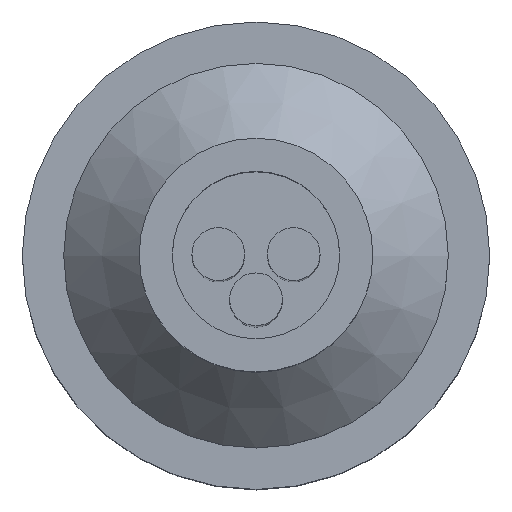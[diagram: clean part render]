
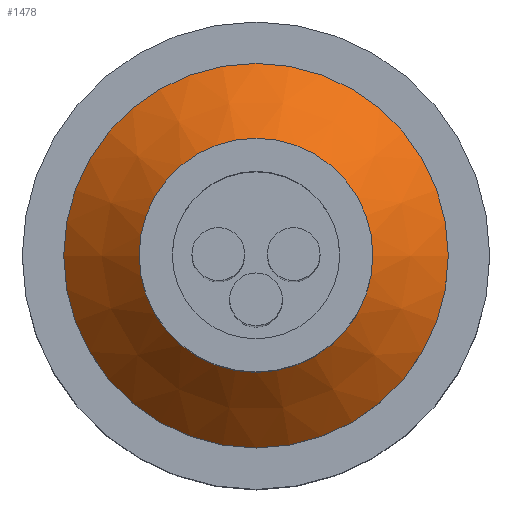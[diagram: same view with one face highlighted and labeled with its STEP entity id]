
A CAD part, top view. The second image highlights one B-rep face of the part: STEP entity #1478.
In plain terms, the highlighted conical face has half-angle 45 degrees and reference radius 10.25 mm.
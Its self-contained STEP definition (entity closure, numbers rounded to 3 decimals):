
#12=CONICAL_SURFACE($,#1549,10.25,45.);
#28=FACE_BOUND($,#296,.T.);
#66=CIRCLE($,#1550,7.75);
#67=CIRCLE($,#1551,12.75);
#200=FACE_OUTER_BOUND($,#295,.T.);
#295=EDGE_LOOP($,(#1244));
#296=EDGE_LOOP($,(#1245));
#733=VERTEX_POINT($,#2742);
#734=VERTEX_POINT($,#2744);
#930=EDGE_CURVE($,#733,#733,#66,.T.);
#931=EDGE_CURVE($,#734,#734,#67,.T.);
#1244=ORIENTED_EDGE($,*,*,#930,.T.);
#1245=ORIENTED_EDGE($,*,*,#931,.T.);
#1478=ADVANCED_FACE($,(#200,#28),#12,.T.);
#1549=AXIS2_PLACEMENT_3D($,#2741,#1789,#1790);
#1550=AXIS2_PLACEMENT_3D($,#2743,#1791,#1792);
#1551=AXIS2_PLACEMENT_3D($,#2745,#1793,#1794);
#1789=DIRECTION('center_axis',(0.,0.,-1.));
#1790=DIRECTION('ref_axis',(-1.,0.,0.));
#1791=DIRECTION('center_axis',(0.,0.,-1.));
#1792=DIRECTION('ref_axis',(-1.,0.,0.));
#1793=DIRECTION('center_axis',(0.,0.,1.));
#1794=DIRECTION('ref_axis',(-1.,0.,0.));
#2741=CARTESIAN_POINT('Origin',(0.,0.,24.5));
#2742=CARTESIAN_POINT('',(7.75,0.,27.));
#2743=CARTESIAN_POINT('Origin',(0.,0.,27.));
#2744=CARTESIAN_POINT('',(12.75,0.,22.));
#2745=CARTESIAN_POINT('Origin',(0.,0.,22.));
